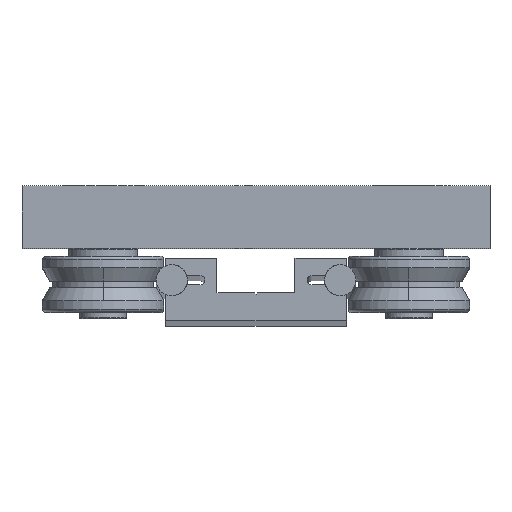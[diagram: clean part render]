
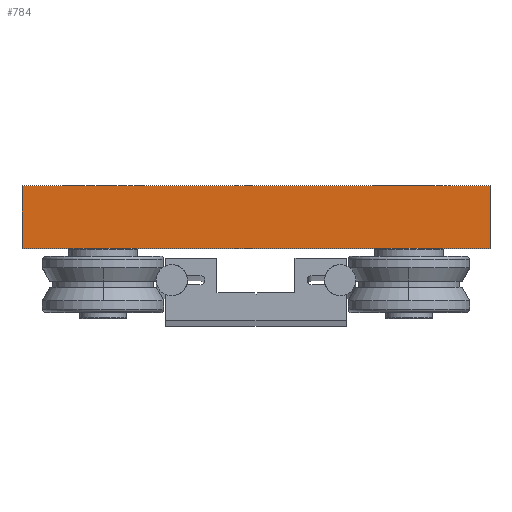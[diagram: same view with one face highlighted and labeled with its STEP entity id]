
A CAD part, top view. The second image highlights one B-rep face of the part: STEP entity #784.
In plain terms, the highlighted planar face has unit normal (0, 0, 1).
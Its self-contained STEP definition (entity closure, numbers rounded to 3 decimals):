
#784=ADVANCED_FACE('',(#1668),#1669,.T.);
#1668=FACE_OUTER_BOUND('',#2767,.T.);
#1669=PLANE('',#2768);
#2767=EDGE_LOOP('',(#5517,#5518,#5519,#5520));
#2768=AXIS2_PLACEMENT_3D('',#5521,#5522,#5523);
#5517=ORIENTED_EDGE('',*,*,#6515,.F.);
#5518=ORIENTED_EDGE('',*,*,#6516,.F.);
#5519=ORIENTED_EDGE('',*,*,#6517,.F.);
#5520=ORIENTED_EDGE('',*,*,#6510,.F.);
#5521=CARTESIAN_POINT('',(-75.0,34.0,560.0));
#5522=DIRECTION('',(0.0,-0.0,1.0));
#5523=DIRECTION('',(0.0,1.0,0.0));
#6510=EDGE_CURVE('',#8007,#8002,#8009,.T.);
#6515=EDGE_CURVE('',#8015,#8007,#8017,.T.);
#6516=EDGE_CURVE('',#8018,#8015,#8019,.T.);
#6517=EDGE_CURVE('',#8002,#8018,#8020,.T.);
#8002=VERTEX_POINT('',#10253);
#8007=VERTEX_POINT('',#10260);
#8009=LINE('',#10263,#10264);
#8015=VERTEX_POINT('',#10273);
#8017=LINE('',#10276,#10277);
#8018=VERTEX_POINT('',#10278);
#8019=LINE('',#10279,#10280);
#8020=LINE('',#10281,#10282);
#10253=CARTESIAN_POINT('',(-75.0,24.0,560.0));
#10260=CARTESIAN_POINT('',(75.0,24.0,560.0));
#10263=CARTESIAN_POINT('',(75.0,24.0,560.0));
#10264=VECTOR('',#11600,150.0);
#10273=CARTESIAN_POINT('',(75.0,44.0,560.0));
#10276=CARTESIAN_POINT('',(75.0,44.0,560.0));
#10277=VECTOR('',#11605,20.0);
#10278=CARTESIAN_POINT('',(-75.0,44.0,560.0));
#10279=CARTESIAN_POINT('',(-75.0,44.0,560.0));
#10280=VECTOR('',#11606,150.0);
#10281=CARTESIAN_POINT('',(-75.0,24.0,560.0));
#10282=VECTOR('',#11607,20.0);
#11600=DIRECTION('',(-1.0,0.0,0.0));
#11605=DIRECTION('',(0.0,-1.0,0.0));
#11606=DIRECTION('',(1.0,0.0,0.0));
#11607=DIRECTION('',(0.0,1.0,0.0));
